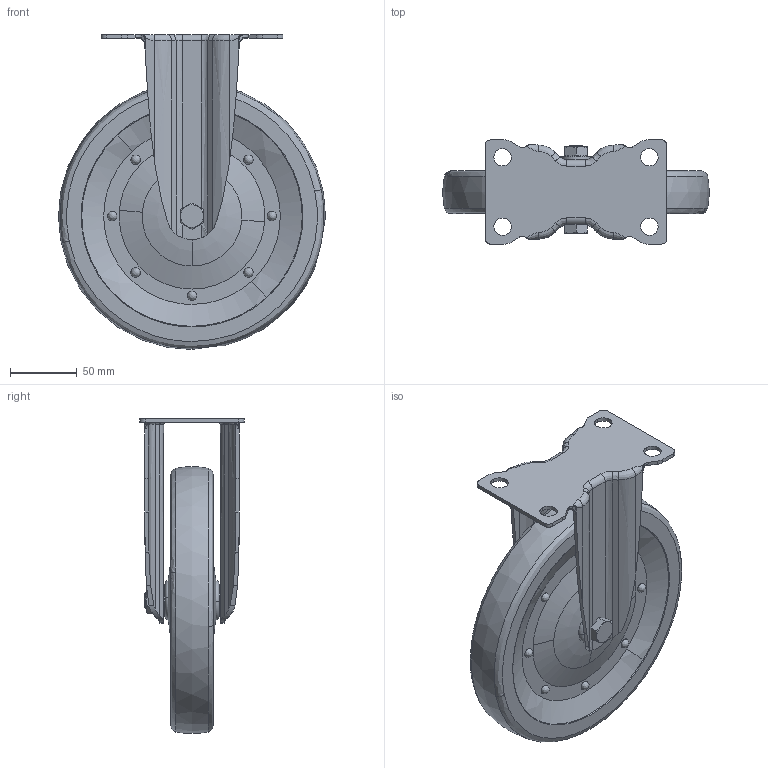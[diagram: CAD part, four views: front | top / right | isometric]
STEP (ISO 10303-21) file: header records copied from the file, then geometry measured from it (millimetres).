
FILE_DESCRIPTION((''),'2;1');
FILE_NAME('','2009-03-19T15:35:27',(''),(''),'','CADfix','');
FILE_SCHEMA(('AUTOMOTIVE_DESIGN { 1 0 10303 214 1 1 1 1 }'));
Length unit declared in the file: millimetre
Bounding box: 200 x 78 x 235.86 mm (x, y, z)
Volume: 923895.6 mm3; surface area: 144794.5 mm2
Topology: 3 solids, 3 shells, 266 faces, 756 edges, 518 vertices
Faces by surface type: bspline 266
Entity records: 12478 total; most frequent: CARTESIAN_POINT 8327, ORIENTED_EDGE 1504, EDGE_CURVE 752, VERTEX_POINT 518, EDGE_LOOP 306, FACE_OUTER_BOUND 266, ADVANCED_FACE 266, QUASI_UNIFORM_CURVE 218
